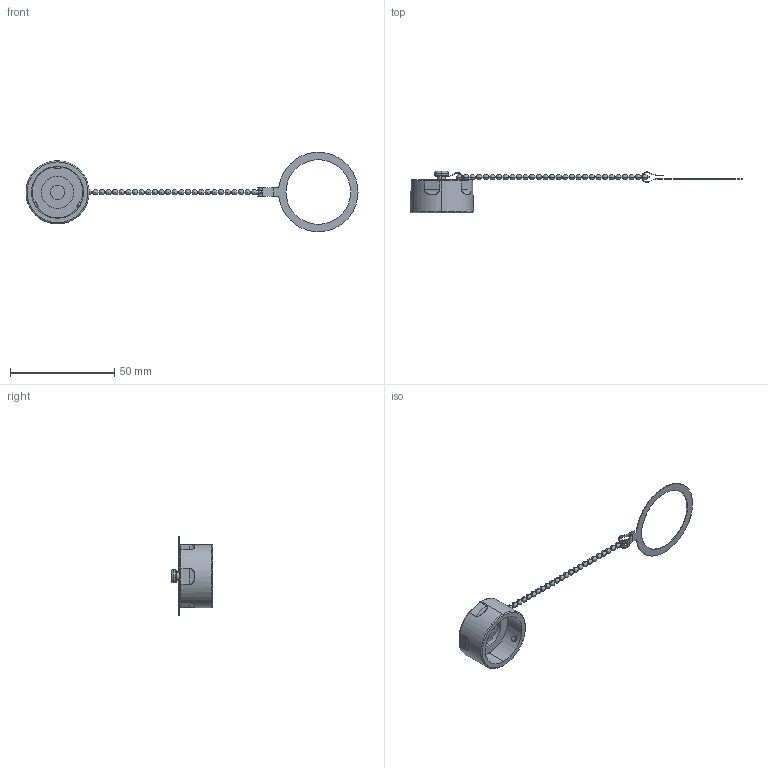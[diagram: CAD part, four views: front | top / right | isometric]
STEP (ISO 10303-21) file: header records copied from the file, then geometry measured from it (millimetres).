
FILE_DESCRIPTION (( 'STEP AP214' ), '1' );
FILE_NAME ('X-CAP.STEP', '2014-05-01T13:12:56', ( 'L-Com' ), ( 'L-Com Global Connectivity' ), 'SwSTEP 2.0', 'SolidWorks 2014', '' );
FILE_SCHEMA (( 'AUTOMOTIVE_DESIGN' ));
Length unit declared in the file: inch
Products named in the file (5): X-CAP-MA4; X-CAP-MA2; X-CAP-MA1_HOLE THRU; X-CAP-MA3; X-CAP
Assembly tree (4 placements, depth 2):
  X-CAP
    X-CAP-MA3
    X-CAP-MA1_HOLE THRU
    X-CAP-MA2
    X-CAP-MA4
Bounding box: 159.17 x 19.81 x 38.04 mm (x, y, z)
Volume: 6180.5 mm3; surface area: 6141.3 mm2
Topology: 4 solids, 4 shells, 271 faces, 843 edges, 520 vertices
Faces by surface type: cylinder 143, sphere 68, plane 41, torus 14, bspline 5
Entity records: 9517 total; most frequent: CARTESIAN_POINT 2169, DIRECTION 1613, ORIENTED_EDGE 1320, AXIS2_PLACEMENT_3D 701, EDGE_CURVE 660, CIRCLE 428, VERTEX_POINT 405, EDGE_LOOP 285
